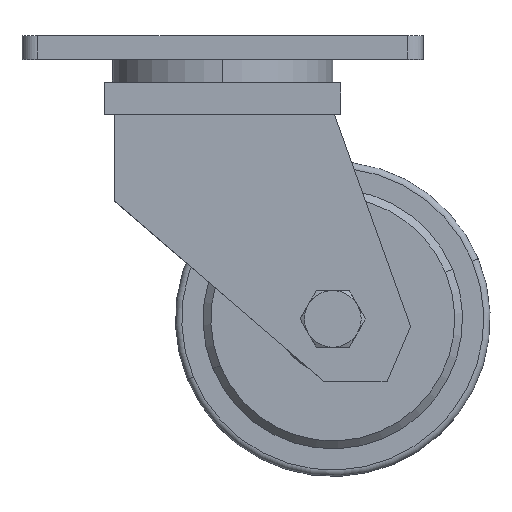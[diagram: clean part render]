
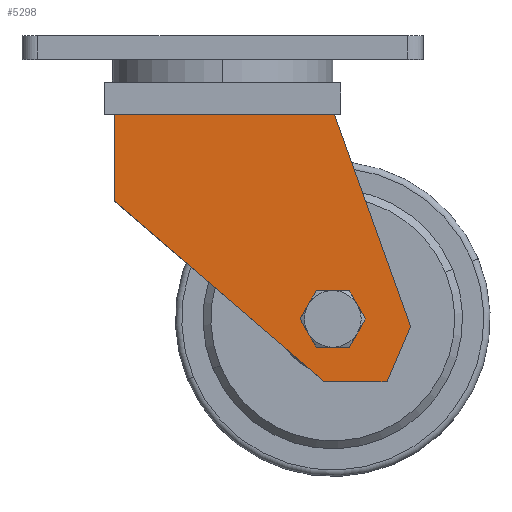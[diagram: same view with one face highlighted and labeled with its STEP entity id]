
A CAD part, top view. The second image highlights one B-rep face of the part: STEP entity #5298.
In plain terms, the highlighted planar face has unit normal (0, 0, 1).
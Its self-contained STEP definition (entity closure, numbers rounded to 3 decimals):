
#129 = CARTESIAN_POINT ( 'NONE',  ( 104.5, -220., 62. ) ) ;
#232 = CARTESIAN_POINT ( 'NONE',  ( 119.5, -185., 62. ) ) ;
#258 = DIRECTION ( 'NONE',  ( 1., 0., 0. ) ) ;
#475 = CARTESIAN_POINT ( 'NONE',  ( -69., -50., 62. ) ) ;
#608 = EDGE_CURVE ( 'NONE', #2984, #2483, #5324, .T. ) ;
#681 = CIRCLE ( 'NONE', #5819, 12.5 ) ;
#689 = ORIENTED_EDGE ( 'NONE', *, *, #4748, .T. ) ;
#753 = ORIENTED_EDGE ( 'NONE', *, *, #6404, .F. ) ;
#776 = CARTESIAN_POINT ( 'NONE',  ( 82.5, -180., 62. ) ) ;
#868 = CARTESIAN_POINT ( 'NONE',  ( 119.5, -185., 62. ) ) ;
#976 = CARTESIAN_POINT ( 'NONE',  ( 64.5, -220., 62. ) ) ;
#1173 = EDGE_CURVE ( 'NONE', #6253, #3937, #3437, .T. ) ;
#1202 = DIRECTION ( 'NONE',  ( 0., 0., -1. ) ) ;
#1219 = DIRECTION ( 'NONE',  ( 0., 0., -1. ) ) ;
#1445 = CARTESIAN_POINT ( 'NONE',  ( 70., -180., 62. ) ) ;
#1577 = ORIENTED_EDGE ( 'NONE', *, *, #1684, .T. ) ;
#1667 = AXIS2_PLACEMENT_3D ( 'NONE', #5926, #1219, #258 ) ;
#1682 = VECTOR ( 'NONE', #2352, 1000. ) ;
#1684 = EDGE_CURVE ( 'NONE', #6491, #4639, #681, .T. ) ;
#1846 = VECTOR ( 'NONE', #4245, 1000. ) ;
#1939 = ORIENTED_EDGE ( 'NONE', *, *, #608, .F. ) ;
#2096 = ORIENTED_EDGE ( 'NONE', *, *, #5403, .F. ) ;
#2234 = LINE ( 'NONE', #4473, #6553 ) ;
#2352 = DIRECTION ( 'NONE',  ( 0.338, -0.941, 0. ) ) ;
#2372 = DIRECTION ( 'NONE',  ( -1., 0., 0. ) ) ;
#2440 = CARTESIAN_POINT ( 'NONE',  ( -69., -105., 62. ) ) ;
#2471 = DIRECTION ( 'NONE',  ( 0., 0., -1. ) ) ;
#2483 = VERTEX_POINT ( 'NONE', #3773 ) ;
#2620 = VECTOR ( 'NONE', #5108, 1000. ) ;
#2678 = DIRECTION ( 'NONE',  ( -0.394, -0.919, 0. ) ) ;
#2828 = PLANE ( 'NONE',  #1667 ) ;
#2955 = ORIENTED_EDGE ( 'NONE', *, *, #5333, .F. ) ;
#2980 = VERTEX_POINT ( 'NONE', #976 ) ;
#2984 = VERTEX_POINT ( 'NONE', #868 ) ;
#3031 = VECTOR ( 'NONE', #2678, 1000. ) ;
#3431 = CARTESIAN_POINT ( 'NONE',  ( 64.5, -220., 62. ) ) ;
#3437 = LINE ( 'NONE', #5048, #2620 ) ;
#3659 = CARTESIAN_POINT ( 'NONE',  ( 71., -50., 62. ) ) ;
#3702 = CIRCLE ( 'NONE', #5900, 12.5 ) ;
#3773 = CARTESIAN_POINT ( 'NONE',  ( 104.5, -220., 62. ) ) ;
#3937 = VERTEX_POINT ( 'NONE', #3659 ) ;
#4057 = CARTESIAN_POINT ( 'NONE',  ( -69., -50., 62. ) ) ;
#4182 = FACE_BOUND ( 'NONE', #6032, .T. ) ;
#4245 = DIRECTION ( 'NONE',  ( 0., 1., 0. ) ) ;
#4314 = CARTESIAN_POINT ( 'NONE',  ( 57.5, -180., 62. ) ) ;
#4434 = FACE_OUTER_BOUND ( 'NONE', #5590, .T. ) ;
#4473 = CARTESIAN_POINT ( 'NONE',  ( -69., -105., 62. ) ) ;
#4529 = LINE ( 'NONE', #3431, #4695 ) ;
#4616 = EDGE_CURVE ( 'NONE', #3937, #2984, #5831, .T. ) ;
#4639 = VERTEX_POINT ( 'NONE', #776 ) ;
#4695 = VECTOR ( 'NONE', #2372, 1000. ) ;
#4748 = EDGE_CURVE ( 'NONE', #4639, #6491, #3702, .T. ) ;
#4853 = DIRECTION ( 'NONE',  ( -1., 0., 0. ) ) ;
#4877 = ORIENTED_EDGE ( 'NONE', *, *, #1173, .F. ) ;
#5036 = DIRECTION ( 'NONE',  ( -1., 0., 0. ) ) ;
#5048 = CARTESIAN_POINT ( 'NONE',  ( 71., -50., 62. ) ) ;
#5108 = DIRECTION ( 'NONE',  ( 1., 0., 0. ) ) ;
#5231 = VERTEX_POINT ( 'NONE', #2440 ) ;
#5274 = ORIENTED_EDGE ( 'NONE', *, *, #4616, .F. ) ;
#5298 = ADVANCED_FACE ( 'NONE', ( #4182, #4434 ), #2828, .F. ) ;
#5324 = LINE ( 'NONE', #129, #3031 ) ;
#5333 = EDGE_CURVE ( 'NONE', #2483, #2980, #4529, .T. ) ;
#5403 = EDGE_CURVE ( 'NONE', #2980, #5231, #2234, .T. ) ;
#5590 = EDGE_LOOP ( 'NONE', ( #4877, #753, #2096, #2955, #1939, #5274 ) ) ;
#5819 = AXIS2_PLACEMENT_3D ( 'NONE', #6365, #1202, #4853 ) ;
#5829 = LINE ( 'NONE', #475, #1846 ) ;
#5831 = LINE ( 'NONE', #232, #1682 ) ;
#5900 = AXIS2_PLACEMENT_3D ( 'NONE', #1445, #2471, #5036 ) ;
#5926 = CARTESIAN_POINT ( 'NONE',  ( -69., -50., 62. ) ) ;
#6032 = EDGE_LOOP ( 'NONE', ( #1577, #689 ) ) ;
#6046 = DIRECTION ( 'NONE',  ( -0.758, 0.653, 0. ) ) ;
#6253 = VERTEX_POINT ( 'NONE', #4057 ) ;
#6365 = CARTESIAN_POINT ( 'NONE',  ( 70., -180., 62. ) ) ;
#6404 = EDGE_CURVE ( 'NONE', #5231, #6253, #5829, .T. ) ;
#6491 = VERTEX_POINT ( 'NONE', #4314 ) ;
#6553 = VECTOR ( 'NONE', #6046, 1000. ) ;
